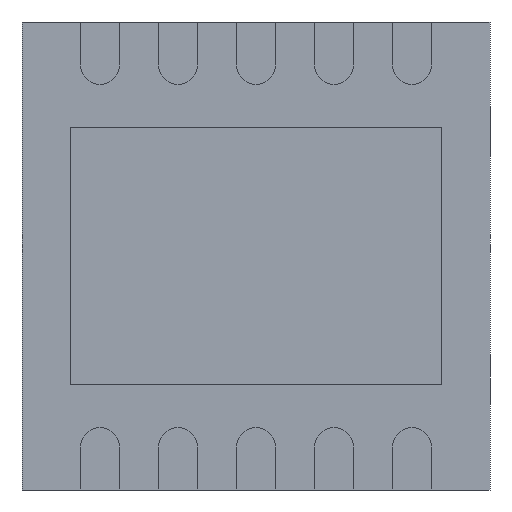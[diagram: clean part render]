
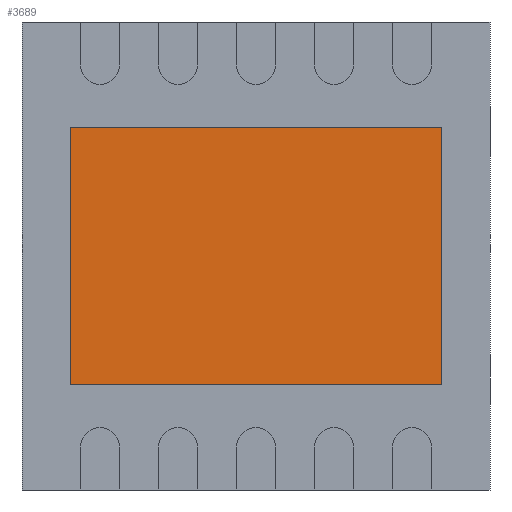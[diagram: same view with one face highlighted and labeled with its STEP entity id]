
A CAD part, front view. The second image highlights one B-rep face of the part: STEP entity #3689.
In plain terms, the highlighted planar face has unit normal (0, -1, 0).
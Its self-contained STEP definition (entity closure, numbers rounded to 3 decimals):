
#3216=DIRECTION('',(1.,0.,0.));
#3217=VECTOR('',#3216,2.38);
#3218=CARTESIAN_POINT('',(-1.19,0.,-0.825));
#3219=LINE('',#3218,#3217);
#3223=DIRECTION('',(0.,0.,-1.));
#3224=VECTOR('',#3223,1.65);
#3225=CARTESIAN_POINT('',(-1.19,0.,0.825));
#3226=LINE('',#3225,#3224);
#3230=DIRECTION('',(-1.,0.,0.));
#3231=VECTOR('',#3230,2.38);
#3232=CARTESIAN_POINT('',(1.19,0.,0.825));
#3233=LINE('',#3232,#3231);
#3237=DIRECTION('',(0.,0.,1.));
#3238=VECTOR('',#3237,1.65);
#3239=CARTESIAN_POINT('',(1.19,0.,-0.825));
#3240=LINE('',#3239,#3238);
#3244=CARTESIAN_POINT('',(-1.19,0.,-0.825));
#3245=CARTESIAN_POINT('',(1.19,0.,-0.825));
#3246=VERTEX_POINT('',#3244);
#3247=VERTEX_POINT('',#3245);
#3248=CARTESIAN_POINT('',(-1.19,0.,0.825));
#3249=VERTEX_POINT('',#3248);
#3250=CARTESIAN_POINT('',(1.19,0.,0.825));
#3251=VERTEX_POINT('',#3250);
#3678=CARTESIAN_POINT('',(0.,0.,0.));
#3679=DIRECTION('',(0.,-1.,0.));
#3680=DIRECTION('',(-1.,0.,0.));
#3681=AXIS2_PLACEMENT_3D('',#3678,#3679,#3680);
#3682=PLANE('',#3681);
#3683=ORIENTED_EDGE('',*,*,#3630,.F.);
#3684=ORIENTED_EDGE('',*,*,#3645,.F.);
#3685=ORIENTED_EDGE('',*,*,#3659,.F.);
#3686=ORIENTED_EDGE('',*,*,#3672,.F.);
#3687=EDGE_LOOP('',(#3683,#3684,#3685,#3686));
#3688=FACE_OUTER_BOUND('',#3687,.F.);
#3689=ADVANCED_FACE('',(#3688),#3682,.T.);
#3630=EDGE_CURVE('',#3246,#3247,#3219,.T.);
#3645=EDGE_CURVE('',#3249,#3246,#3226,.T.);
#3659=EDGE_CURVE('',#3251,#3249,#3233,.T.);
#3672=EDGE_CURVE('',#3247,#3251,#3240,.T.);
